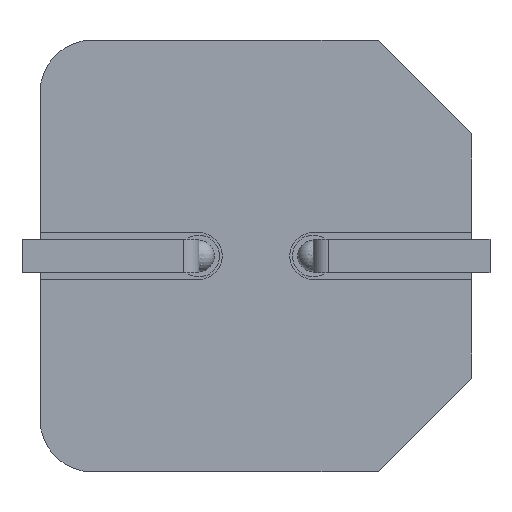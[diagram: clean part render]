
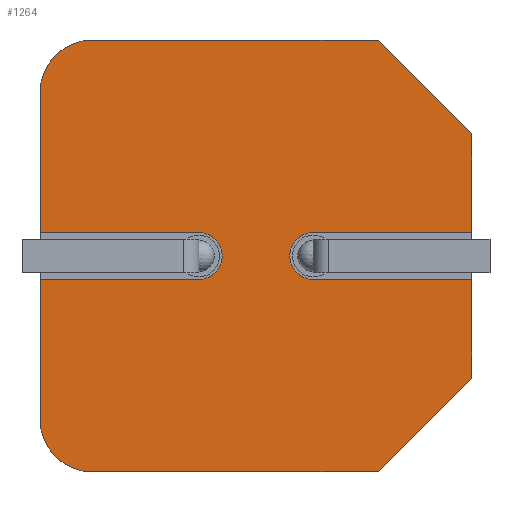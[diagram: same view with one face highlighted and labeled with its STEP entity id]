
A CAD part, front view. The second image highlights one B-rep face of the part: STEP entity #1264.
In plain terms, the highlighted planar face has unit normal (0, -1, 0).
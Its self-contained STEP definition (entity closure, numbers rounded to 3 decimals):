
#6 = EDGE_CURVE ( 'NONE', #1726, #910, #363, .T. ) ;
#29 = LINE ( 'NONE', #1944, #1542 ) ;
#42 = ORIENTED_EDGE ( 'NONE', *, *, #631, .F. ) ;
#46 = VERTEX_POINT ( 'NONE', #992 ) ;
#60 = VECTOR ( 'NONE', #155, 1000. ) ;
#137 = VERTEX_POINT ( 'NONE', #533 ) ;
#146 = EDGE_CURVE ( 'NONE', #1217, #2137, #211, .T. ) ;
#151 = DIRECTION ( 'NONE',  ( 0., -1., 0. ) ) ;
#155 = DIRECTION ( 'NONE',  ( 1., 0., 0. ) ) ;
#181 = CARTESIAN_POINT ( 'NONE',  ( 4.15, 0., -2.35 ) ) ;
#184 = DIRECTION ( 'NONE',  ( -1., 0., 0. ) ) ;
#211 = LINE ( 'NONE', #1372, #1010 ) ;
#224 = EDGE_CURVE ( 'NONE', #618, #2137, #1033, .T. ) ;
#249 = LINE ( 'NONE', #1561, #1525 ) ;
#254 = CARTESIAN_POINT ( 'NONE',  ( -1.1, 0., 0.45 ) ) ;
#274 = DIRECTION ( 'NONE',  ( 1., 0., 0. ) ) ;
#282 = DIRECTION ( 'NONE',  ( 0., 0., -1. ) ) ;
#314 = LINE ( 'NONE', #1301, #1773 ) ;
#321 = CIRCLE ( 'NONE', #1142, 0.45 ) ;
#353 = LINE ( 'NONE', #2039, #2234 ) ;
#359 = ORIENTED_EDGE ( 'NONE', *, *, #146, .T. ) ;
#363 = CIRCLE ( 'NONE', #440, 1. ) ;
#378 = LINE ( 'NONE', #2235, #1428 ) ;
#388 = CARTESIAN_POINT ( 'NONE',  ( 2.35, 0., 4.15 ) ) ;
#440 = AXIS2_PLACEMENT_3D ( 'NONE', #981, #969, #282 ) ;
#448 = ORIENTED_EDGE ( 'NONE', *, *, #2125, .T. ) ;
#449 = ORIENTED_EDGE ( 'NONE', *, *, #1980, .F. ) ;
#451 = VERTEX_POINT ( 'NONE', #254 ) ;
#460 = DIRECTION ( 'NONE',  ( -1., 0., 0. ) ) ;
#492 = LINE ( 'NONE', #2058, #60 ) ;
#502 = ORIENTED_EDGE ( 'NONE', *, *, #224, .F. ) ;
#513 = CARTESIAN_POINT ( 'NONE',  ( 3.25, 0., 3.25 ) ) ;
#533 = CARTESIAN_POINT ( 'NONE',  ( -4.15, 0., -3.15 ) ) ;
#537 = VECTOR ( 'NONE', #274, 1000. ) ;
#553 = DIRECTION ( 'NONE',  ( 1., 0., 0. ) ) ;
#562 = ORIENTED_EDGE ( 'NONE', *, *, #1294, .T. ) ;
#618 = VERTEX_POINT ( 'NONE', #765 ) ;
#631 = EDGE_CURVE ( 'NONE', #1708, #1161, #314, .T. ) ;
#644 = VECTOR ( 'NONE', #783, 1000. ) ;
#660 = CIRCLE ( 'NONE', #732, 1. ) ;
#662 = FACE_OUTER_BOUND ( 'NONE', #1216, .T. ) ;
#685 = ORIENTED_EDGE ( 'NONE', *, *, #2035, .T. ) ;
#693 = EDGE_CURVE ( 'NONE', #137, #738, #660, .T. ) ;
#732 = AXIS2_PLACEMENT_3D ( 'NONE', #972, #805, #1479 ) ;
#738 = VERTEX_POINT ( 'NONE', #1312 ) ;
#748 = CARTESIAN_POINT ( 'NONE',  ( -4.15, 0., 4.15 ) ) ;
#765 = CARTESIAN_POINT ( 'NONE',  ( 4.15, 0., -0.45 ) ) ;
#783 = DIRECTION ( 'NONE',  ( 0., 0., 1. ) ) ;
#805 = DIRECTION ( 'NONE',  ( 0., -1., 0. ) ) ;
#808 = ORIENTED_EDGE ( 'NONE', *, *, #1065, .F. ) ;
#816 = AXIS2_PLACEMENT_3D ( 'NONE', #2064, #151, #1329 ) ;
#842 = EDGE_CURVE ( 'NONE', #2073, #46, #29, .T. ) ;
#848 = LINE ( 'NONE', #513, #2178 ) ;
#861 = ORIENTED_EDGE ( 'NONE', *, *, #6, .T. ) ;
#867 = ORIENTED_EDGE ( 'NONE', *, *, #1096, .T. ) ;
#910 = VERTEX_POINT ( 'NONE', #1615 ) ;
#932 = CARTESIAN_POINT ( 'NONE',  ( 1.1, 0., -0.45 ) ) ;
#937 = ORIENTED_EDGE ( 'NONE', *, *, #842, .F. ) ;
#960 = EDGE_CURVE ( 'NONE', #1535, #910, #2140, .T. ) ;
#969 = DIRECTION ( 'NONE',  ( 0., -1., 0. ) ) ;
#972 = CARTESIAN_POINT ( 'NONE',  ( -3.15, 0., -3.15 ) ) ;
#979 = DIRECTION ( 'NONE',  ( 0., -1., 0. ) ) ;
#981 = CARTESIAN_POINT ( 'NONE',  ( -3.15, 0., 3.15 ) ) ;
#992 = CARTESIAN_POINT ( 'NONE',  ( -1.1, 0., -0.45 ) ) ;
#1010 = VECTOR ( 'NONE', #1545, 1000. ) ;
#1033 = LINE ( 'NONE', #1916, #1799 ) ;
#1050 = VECTOR ( 'NONE', #460, 1000. ) ;
#1065 = EDGE_CURVE ( 'NONE', #1726, #1505, #1933, .T. ) ;
#1096 = EDGE_CURVE ( 'NONE', #1632, #1927, #321, .T. ) ;
#1142 = AXIS2_PLACEMENT_3D ( 'NONE', #1847, #2002, #1854 ) ;
#1143 = CARTESIAN_POINT ( 'NONE',  ( -3.15, 0., 4.15 ) ) ;
#1161 = VERTEX_POINT ( 'NONE', #1862 ) ;
#1165 = ORIENTED_EDGE ( 'NONE', *, *, #1690, .F. ) ;
#1179 = CARTESIAN_POINT ( 'NONE',  ( -4.15, 0., -0.45 ) ) ;
#1216 = EDGE_LOOP ( 'NONE', ( #449, #1631, #1841, #359, #502, #562, #867, #685, #42, #448, #808, #861, #2097, #1165, #1362, #937 ) ) ;
#1217 = VERTEX_POINT ( 'NONE', #2054 ) ;
#1231 = CIRCLE ( 'NONE', #1700, 0.45 ) ;
#1264 = ADVANCED_FACE ( 'NONE', ( #662 ), #1875, .T. ) ;
#1294 = EDGE_CURVE ( 'NONE', #618, #1632, #249, .T. ) ;
#1301 = CARTESIAN_POINT ( 'NONE',  ( 4.15, 0., 4.15 ) ) ;
#1312 = CARTESIAN_POINT ( 'NONE',  ( -3.15, 0., -4.15 ) ) ;
#1313 = CARTESIAN_POINT ( 'NONE',  ( -1.1, 0., 0. ) ) ;
#1329 = DIRECTION ( 'NONE',  ( 0., 0., -1. ) ) ;
#1362 = ORIENTED_EDGE ( 'NONE', *, *, #1673, .F. ) ;
#1372 = CARTESIAN_POINT ( 'NONE',  ( 3.25, 0., -3.25 ) ) ;
#1401 = LINE ( 'NONE', #2147, #1050 ) ;
#1428 = VECTOR ( 'NONE', #2032, 1000. ) ;
#1479 = DIRECTION ( 'NONE',  ( 0., 0., -1. ) ) ;
#1484 = CARTESIAN_POINT ( 'NONE',  ( -4.15, 0., 4.15 ) ) ;
#1485 = DIRECTION ( 'NONE',  ( 0., 0., -1. ) ) ;
#1505 = VERTEX_POINT ( 'NONE', #388 ) ;
#1525 = VECTOR ( 'NONE', #184, 1000. ) ;
#1535 = VERTEX_POINT ( 'NONE', #1810 ) ;
#1542 = VECTOR ( 'NONE', #553, 1000. ) ;
#1545 = DIRECTION ( 'NONE',  ( 0.707, 0., 0.707 ) ) ;
#1561 = CARTESIAN_POINT ( 'NONE',  ( 4.15, 0., -0.45 ) ) ;
#1615 = CARTESIAN_POINT ( 'NONE',  ( -4.15, 0., 3.15 ) ) ;
#1631 = ORIENTED_EDGE ( 'NONE', *, *, #693, .T. ) ;
#1632 = VERTEX_POINT ( 'NONE', #932 ) ;
#1673 = EDGE_CURVE ( 'NONE', #46, #451, #1231, .T. ) ;
#1685 = DIRECTION ( 'NONE',  ( 0., 0., -1. ) ) ;
#1690 = EDGE_CURVE ( 'NONE', #451, #1535, #1401, .T. ) ;
#1700 = AXIS2_PLACEMENT_3D ( 'NONE', #1313, #979, #1685 ) ;
#1708 = VERTEX_POINT ( 'NONE', #2197 ) ;
#1726 = VERTEX_POINT ( 'NONE', #1143 ) ;
#1728 = DIRECTION ( 'NONE',  ( -0.707, 0., 0.707 ) ) ;
#1773 = VECTOR ( 'NONE', #1485, 1000. ) ;
#1799 = VECTOR ( 'NONE', #1901, 1000. ) ;
#1810 = CARTESIAN_POINT ( 'NONE',  ( -4.15, 0., 0.45 ) ) ;
#1841 = ORIENTED_EDGE ( 'NONE', *, *, #2200, .F. ) ;
#1847 = CARTESIAN_POINT ( 'NONE',  ( 1.1, 0., 0. ) ) ;
#1854 = DIRECTION ( 'NONE',  ( 0., 0., -1. ) ) ;
#1862 = CARTESIAN_POINT ( 'NONE',  ( 4.15, 0., 0.45 ) ) ;
#1875 = PLANE ( 'NONE',  #816 ) ;
#1901 = DIRECTION ( 'NONE',  ( 0., 0., -1. ) ) ;
#1916 = CARTESIAN_POINT ( 'NONE',  ( 4.15, 0., 4.15 ) ) ;
#1927 = VERTEX_POINT ( 'NONE', #2049 ) ;
#1933 = LINE ( 'NONE', #1484, #537 ) ;
#1944 = CARTESIAN_POINT ( 'NONE',  ( -4.15, 0., -0.45 ) ) ;
#1980 = EDGE_CURVE ( 'NONE', #137, #2073, #378, .T. ) ;
#2002 = DIRECTION ( 'NONE',  ( 0., 1., 0. ) ) ;
#2004 = DIRECTION ( 'NONE',  ( -1., 0., 0. ) ) ;
#2032 = DIRECTION ( 'NONE',  ( 0., 0., 1. ) ) ;
#2035 = EDGE_CURVE ( 'NONE', #1927, #1161, #492, .T. ) ;
#2039 = CARTESIAN_POINT ( 'NONE',  ( -4.15, 0., -4.15 ) ) ;
#2049 = CARTESIAN_POINT ( 'NONE',  ( 1.1, 0., 0.45 ) ) ;
#2054 = CARTESIAN_POINT ( 'NONE',  ( 2.35, 0., -4.15 ) ) ;
#2058 = CARTESIAN_POINT ( 'NONE',  ( 4.15, 0., 0.45 ) ) ;
#2064 = CARTESIAN_POINT ( 'NONE',  ( 0., 0., 0. ) ) ;
#2073 = VERTEX_POINT ( 'NONE', #1179 ) ;
#2097 = ORIENTED_EDGE ( 'NONE', *, *, #960, .F. ) ;
#2125 = EDGE_CURVE ( 'NONE', #1708, #1505, #848, .T. ) ;
#2137 = VERTEX_POINT ( 'NONE', #181 ) ;
#2140 = LINE ( 'NONE', #748, #644 ) ;
#2147 = CARTESIAN_POINT ( 'NONE',  ( -4.15, 0., 0.45 ) ) ;
#2178 = VECTOR ( 'NONE', #1728, 1000. ) ;
#2197 = CARTESIAN_POINT ( 'NONE',  ( 4.15, 0., 2.35 ) ) ;
#2200 = EDGE_CURVE ( 'NONE', #1217, #738, #353, .T. ) ;
#2234 = VECTOR ( 'NONE', #2004, 1000. ) ;
#2235 = CARTESIAN_POINT ( 'NONE',  ( -4.15, 0., 4.15 ) ) ;
